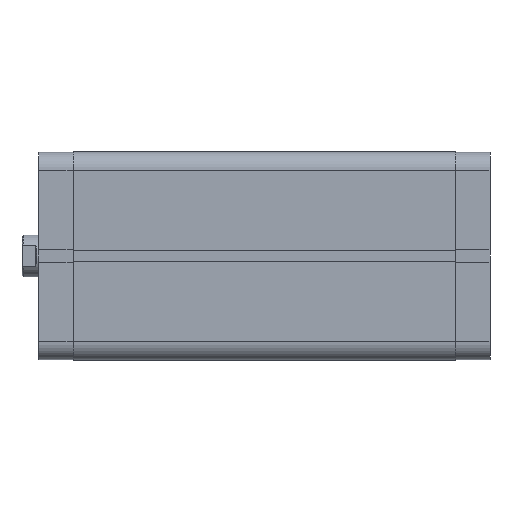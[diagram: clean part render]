
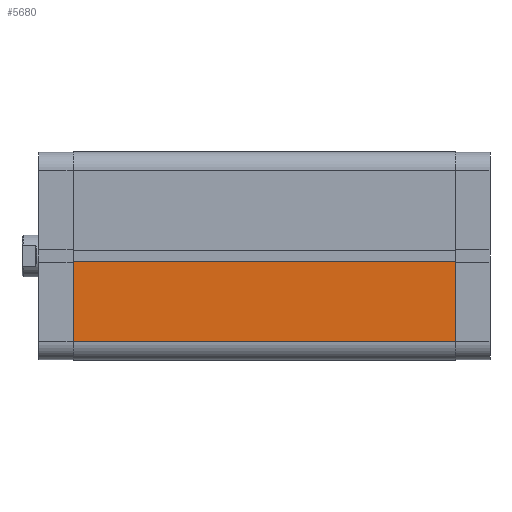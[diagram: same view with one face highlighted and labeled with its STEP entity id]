
A CAD part, front view. The second image highlights one B-rep face of the part: STEP entity #5680.
In plain terms, the highlighted face is planar.
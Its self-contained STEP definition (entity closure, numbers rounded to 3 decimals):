
#131 = EDGE_LOOP ( 'NONE', ( #331, #330, #329, #328 ) ) ;
#328 = ORIENTED_EDGE ( 'NONE', *, *, #5826, .T. ) ;
#329 = ORIENTED_EDGE ( 'NONE', *, *, #5902, .F. ) ;
#330 = ORIENTED_EDGE ( 'NONE', *, *, #5825, .F. ) ;
#331 = ORIENTED_EDGE ( 'NONE', *, *, #5855, .T. ) ;
#1010 = VERTEX_POINT ( 'NONE', #1341 ) ;
#1025 = VERTEX_POINT ( 'NONE', #1356 ) ;
#1101 = VERTEX_POINT ( 'NONE', #2819 ) ;
#1117 = VERTEX_POINT ( 'NONE', #2835 ) ;
#1341 = CARTESIAN_POINT ( 'NONE',  ( 50., -41., 183.5 ) ) ;
#1356 = CARTESIAN_POINT ( 'NONE',  ( 50., -2.6, 183.5 ) ) ;
#2088 = FACE_OUTER_BOUND ( 'NONE', #131, .T. ) ;
#2361 = LINE ( 'NONE', #4006, #2366 ) ;
#2363 = LINE ( 'NONE', #4008, #2368 ) ;
#2366 = VECTOR ( 'NONE', #4009, 1000. ) ;
#2368 = VECTOR ( 'NONE', #4011, 1000. ) ;
#2397 = LINE ( 'NONE', #4077, #2402 ) ;
#2402 = VECTOR ( 'NONE', #4078, 1000. ) ;
#2503 = LINE ( 'NONE', #4183, #2504 ) ;
#2504 = VECTOR ( 'NONE', #4184, 1000. ) ;
#2819 = CARTESIAN_POINT ( 'NONE',  ( 50., -2.6, 0. ) ) ;
#2835 = CARTESIAN_POINT ( 'NONE',  ( 50., -41., 0. ) ) ;
#3512 = PLANE ( 'NONE',  #6241 ) ;
#3515 = CARTESIAN_POINT ( 'NONE',  ( 50., -2.6, 183.5 ) ) ;
#3521 = DIRECTION ( 'NONE',  ( -1., 0., 0. ) ) ;
#3523 = DIRECTION ( 'NONE',  ( 0., -1., 0. ) ) ;
#4006 = CARTESIAN_POINT ( 'NONE',  ( 50., -2.6, 183.5 ) ) ;
#4008 = CARTESIAN_POINT ( 'NONE',  ( 50., -41., 183.5 ) ) ;
#4009 = DIRECTION ( 'NONE',  ( 0., 0., -1. ) ) ;
#4011 = DIRECTION ( 'NONE',  ( 0., 0., -1. ) ) ;
#4077 = CARTESIAN_POINT ( 'NONE',  ( 50., -2.6, 0. ) ) ;
#4078 = DIRECTION ( 'NONE',  ( 0., 1., 0. ) ) ;
#4183 = CARTESIAN_POINT ( 'NONE',  ( 50., -2.6, 183.5 ) ) ;
#4184 = DIRECTION ( 'NONE',  ( 0., 1., 0. ) ) ;
#5680 = ADVANCED_FACE ( 'NONE', ( #2088 ), #3512, .F. ) ;
#5825 = EDGE_CURVE ( 'NONE', #1025, #1101, #2361, .T. ) ;
#5826 = EDGE_CURVE ( 'NONE', #1010, #1117, #2363, .T. ) ;
#5855 = EDGE_CURVE ( 'NONE', #1117, #1101, #2397, .T. ) ;
#5902 = EDGE_CURVE ( 'NONE', #1010, #1025, #2503, .T. ) ;
#6241 = AXIS2_PLACEMENT_3D ( 'NONE', #3515, #3521, #3523 ) ;
